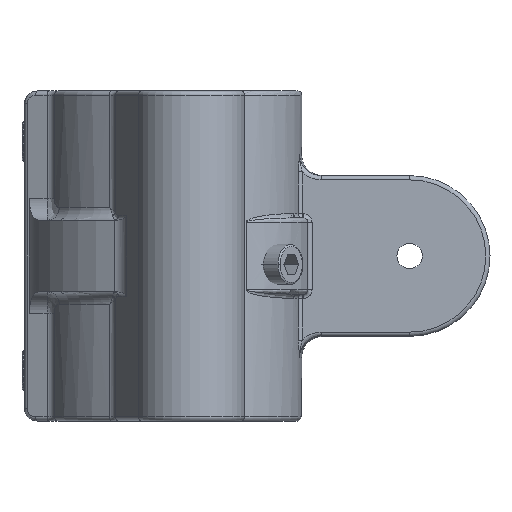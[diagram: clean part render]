
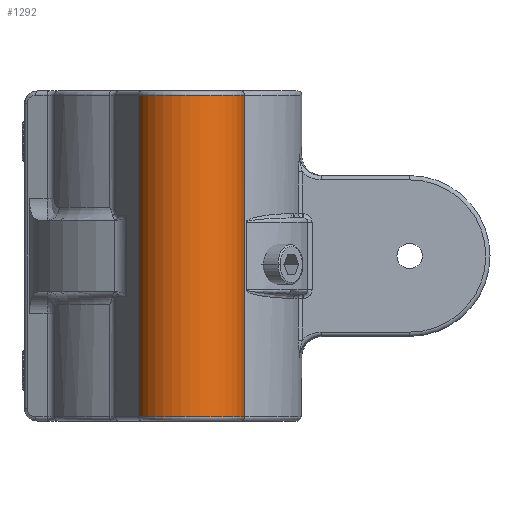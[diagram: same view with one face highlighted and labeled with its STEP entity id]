
A CAD part, left-side view. The second image highlights one B-rep face of the part: STEP entity #1292.
In plain terms, the highlighted cylindrical face has radius 13 mm (diameter 26 mm), a partial arc.
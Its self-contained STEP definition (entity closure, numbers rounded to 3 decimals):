
#16 = CIRCLE ( 'NONE', #703, 13. ) ;
#634 = ORIENTED_EDGE ( 'NONE', *, *, #5116, .T. ) ;
#703 = AXIS2_PLACEMENT_3D ( 'NONE', #3067, #2266, #1296 ) ;
#1022 = VERTEX_POINT ( 'NONE', #6245 ) ;
#1225 = VECTOR ( 'NONE', #11141, 1000. ) ;
#1292 = ADVANCED_FACE ( 'NONE', ( #10482 ), #5311, .T. ) ;
#1296 = DIRECTION ( 'NONE',  ( -1., 0., 0. ) ) ;
#1464 = CARTESIAN_POINT ( 'NONE',  ( 42.216, 8.114, 38. ) ) ;
#1867 = VERTEX_POINT ( 'NONE', #1464 ) ;
#2223 = DIRECTION ( 'NONE',  ( 0., 0., -1. ) ) ;
#2266 = DIRECTION ( 'NONE',  ( 0., 0., -1. ) ) ;
#2888 = DIRECTION ( 'NONE',  ( -1., 0., 0. ) ) ;
#3067 = CARTESIAN_POINT ( 'NONE',  ( 37.5, -4., 38. ) ) ;
#3543 = EDGE_CURVE ( 'NONE', #1867, #1022, #16, .T. ) ;
#3735 = DIRECTION ( 'NONE',  ( 0., 0., 1. ) ) ;
#3812 = ORIENTED_EDGE ( 'NONE', *, *, #3543, .T. ) ;
#4044 = CIRCLE ( 'NONE', #7045, 13. ) ;
#4159 = CARTESIAN_POINT ( 'NONE',  ( 42.216, 8.114, -38. ) ) ;
#4383 = EDGE_CURVE ( 'NONE', #11076, #4816, #4044, .T. ) ;
#4816 = VERTEX_POINT ( 'NONE', #4159 ) ;
#5033 = CARTESIAN_POINT ( 'NONE',  ( 37.5, -17., 39. ) ) ;
#5116 = EDGE_CURVE ( 'NONE', #1022, #11076, #9316, .T. ) ;
#5226 = LINE ( 'NONE', #5505, #9294 ) ;
#5311 = CYLINDRICAL_SURFACE ( 'NONE', #9689, 13. ) ;
#5505 = CARTESIAN_POINT ( 'NONE',  ( 42.216, 8.114, 39. ) ) ;
#5692 = DIRECTION ( 'NONE',  ( -1., 0., 0. ) ) ;
#5738 = EDGE_LOOP ( 'NONE', ( #634, #11144, #7658, #3812 ) ) ;
#6245 = CARTESIAN_POINT ( 'NONE',  ( 37.5, -17., 38. ) ) ;
#6623 = EDGE_CURVE ( 'NONE', #1867, #4816, #5226, .T. ) ;
#7045 = AXIS2_PLACEMENT_3D ( 'NONE', #8914, #3735, #2888 ) ;
#7276 = CARTESIAN_POINT ( 'NONE',  ( 37.5, -17., -38. ) ) ;
#7658 = ORIENTED_EDGE ( 'NONE', *, *, #6623, .F. ) ;
#8914 = CARTESIAN_POINT ( 'NONE',  ( 37.5, -4., -38. ) ) ;
#9085 = CARTESIAN_POINT ( 'NONE',  ( 37.5, -4., 39. ) ) ;
#9294 = VECTOR ( 'NONE', #9929, 1000. ) ;
#9316 = LINE ( 'NONE', #5033, #1225 ) ;
#9689 = AXIS2_PLACEMENT_3D ( 'NONE', #9085, #2223, #5692 ) ;
#9929 = DIRECTION ( 'NONE',  ( 0., 0., -1. ) ) ;
#10482 = FACE_OUTER_BOUND ( 'NONE', #5738, .T. ) ;
#11076 = VERTEX_POINT ( 'NONE', #7276 ) ;
#11141 = DIRECTION ( 'NONE',  ( 0., 0., -1. ) ) ;
#11144 = ORIENTED_EDGE ( 'NONE', *, *, #4383, .T. ) ;
